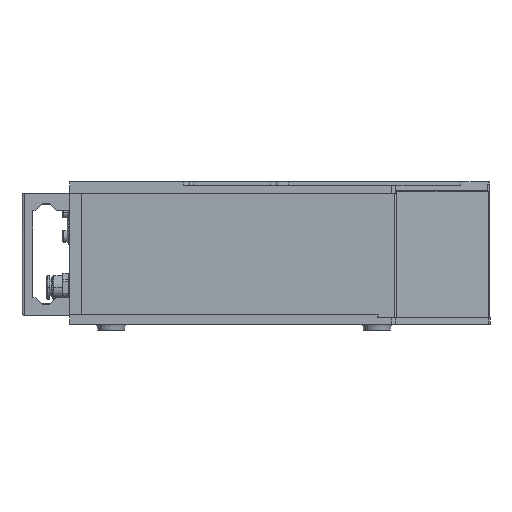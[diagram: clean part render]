
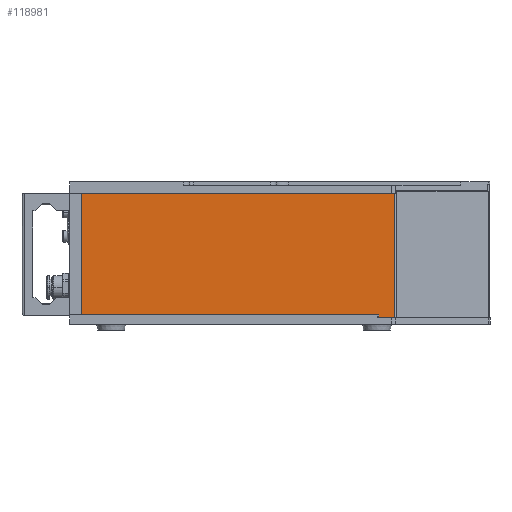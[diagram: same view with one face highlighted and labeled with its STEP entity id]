
A CAD part, front view. The second image highlights one B-rep face of the part: STEP entity #118981.
In plain terms, the highlighted face is planar.
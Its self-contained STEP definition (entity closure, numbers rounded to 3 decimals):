
#52012=ORIENTED_EDGE('',*,*,#63065,.F.);
#52013=ORIENTED_EDGE('',*,*,#63062,.T.);
#52014=ORIENTED_EDGE('',*,*,#63077,.F.);
#52015=ORIENTED_EDGE('',*,*,#63066,.F.);
#54002=VECTOR('',#76388,1.);
#54005=VECTOR('',#76393,1.);
#54006=VECTOR('',#76396,1.);
#54013=VECTOR('',#76413,1.);
#55925=LINE('',#113003,#54002);
#55928=LINE('',#113009,#54005);
#55929=LINE('',#113012,#54006);
#55936=LINE('',#113033,#54013);
#58828=VERTEX_POINT('',#112965);
#58846=VERTEX_POINT('',#113001);
#58848=VERTEX_POINT('',#113006);
#58849=VERTEX_POINT('',#113011);
#63062=EDGE_CURVE('',#58828,#58846,#55925,.T.);
#63065=EDGE_CURVE('',#58828,#58848,#55928,.T.);
#63066=EDGE_CURVE('',#58848,#58849,#55929,.T.);
#63077=EDGE_CURVE('',#58849,#58846,#55936,.T.);
#65488=EDGE_LOOP('',(#52012,#52013,#52014,#52015));
#67925=FACE_BOUND('',#65488,.T.);
#76388=DIRECTION('',(0.,266.586,0.));
#76393=DIRECTION('',(0.,0.,106.5));
#76396=DIRECTION('',(0.,266.586,0.));
#76411=DIRECTION('',(1.,0.,0.));
#76412=DIRECTION('',(0.,-1.,0.));
#76413=DIRECTION('',(0.,0.,-106.5));
#112965=CARTESIAN_POINT('',(240.,7.,-112.));
#113001=CARTESIAN_POINT('',(240.,273.586,-112.));
#113003=CARTESIAN_POINT('',(240.,7.,-112.));
#113006=CARTESIAN_POINT('',(240.,7.,-5.5));
#113009=CARTESIAN_POINT('',(240.,7.,-112.));
#113011=CARTESIAN_POINT('',(240.,273.586,-5.5));
#113012=CARTESIAN_POINT('',(240.,7.,-5.5));
#113032=CARTESIAN_POINT('',(240.,7.,-112.));
#113033=CARTESIAN_POINT('',(240.,273.586,-5.5));
#116403=AXIS2_PLACEMENT_3D('',#113032,#76411,#76412);
#117169=PLANE('',#116403);
#118981=ADVANCED_FACE('',(#67925),#117169,.T.);
